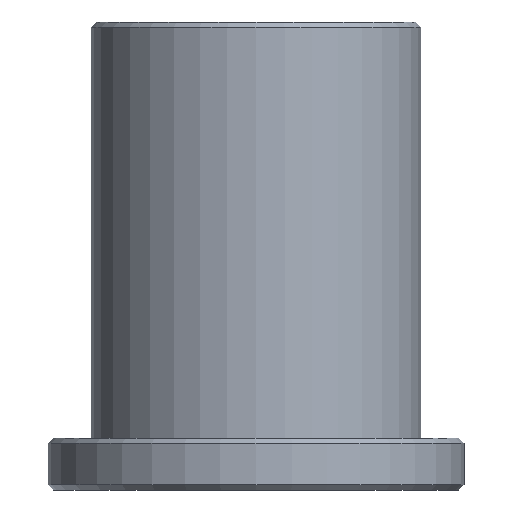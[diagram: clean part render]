
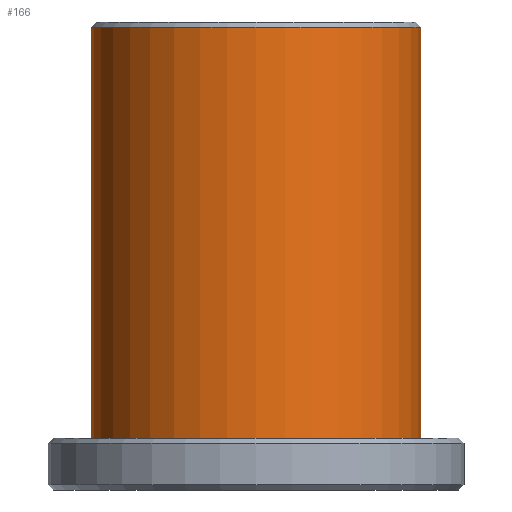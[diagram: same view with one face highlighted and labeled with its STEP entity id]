
A CAD part, front view. The second image highlights one B-rep face of the part: STEP entity #166.
In plain terms, the highlighted cylindrical face has radius 9.5 mm (diameter 19 mm), a partial arc.
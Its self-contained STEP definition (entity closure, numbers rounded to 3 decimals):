
#28 = CIRCLE ( 'NONE', #1049, 9.5 ) ;
#43 = CARTESIAN_POINT ( 'NONE',  ( -9.5, 0., 3. ) ) ;
#69 = CARTESIAN_POINT ( 'NONE',  ( 9.5, 0., 3. ) ) ;
#90 = LINE ( 'NONE', #593, #918 ) ;
#166 = ADVANCED_FACE ( 'NONE', ( #1225 ), #1197, .T. ) ;
#212 = ORIENTED_EDGE ( 'NONE', *, *, #744, .T. ) ;
#218 = CARTESIAN_POINT ( 'NONE',  ( 9.5, 0., 26.7 ) ) ;
#246 = DIRECTION ( 'NONE',  ( 0., 0., -1. ) ) ;
#252 = CARTESIAN_POINT ( 'NONE',  ( 9.5, 0., 27. ) ) ;
#253 = ORIENTED_EDGE ( 'NONE', *, *, #978, .F. ) ;
#335 = VERTEX_POINT ( 'NONE', #218 ) ;
#377 = DIRECTION ( 'NONE',  ( 0., 0., -1. ) ) ;
#407 = AXIS2_PLACEMENT_3D ( 'NONE', #578, #1369, #704 ) ;
#522 = DIRECTION ( 'NONE',  ( 0., 0., -1. ) ) ;
#527 = LINE ( 'NONE', #252, #879 ) ;
#574 = CARTESIAN_POINT ( 'NONE',  ( -9.5, 0., 26.7 ) ) ;
#578 = CARTESIAN_POINT ( 'NONE',  ( 0., 0., 3. ) ) ;
#579 = ORIENTED_EDGE ( 'NONE', *, *, #613, .F. ) ;
#593 = CARTESIAN_POINT ( 'NONE',  ( -9.5, 0., 27. ) ) ;
#613 = EDGE_CURVE ( 'NONE', #335, #862, #527, .T. ) ;
#621 = DIRECTION ( 'NONE',  ( 0., 0., -1. ) ) ;
#682 = VERTEX_POINT ( 'NONE', #574 ) ;
#691 = EDGE_LOOP ( 'NONE', ( #579, #894, #212, #253 ) ) ;
#704 = DIRECTION ( 'NONE',  ( -1., 0., 0. ) ) ;
#710 = DIRECTION ( 'NONE',  ( -1., 0., 0. ) ) ;
#744 = EDGE_CURVE ( 'NONE', #682, #751, #90, .T. ) ;
#751 = VERTEX_POINT ( 'NONE', #43 ) ;
#788 = CIRCLE ( 'NONE', #407, 9.5 ) ;
#840 = CARTESIAN_POINT ( 'NONE',  ( 0., 0., 27. ) ) ;
#861 = AXIS2_PLACEMENT_3D ( 'NONE', #840, #621, #710 ) ;
#862 = VERTEX_POINT ( 'NONE', #69 ) ;
#879 = VECTOR ( 'NONE', #246, 1000. ) ;
#891 = EDGE_CURVE ( 'NONE', #335, #682, #28, .T. ) ;
#894 = ORIENTED_EDGE ( 'NONE', *, *, #891, .T. ) ;
#918 = VECTOR ( 'NONE', #377, 1000. ) ;
#978 = EDGE_CURVE ( 'NONE', #862, #751, #788, .T. ) ;
#1049 = AXIS2_PLACEMENT_3D ( 'NONE', #1211, #522, #1323 ) ;
#1197 = CYLINDRICAL_SURFACE ( 'NONE', #861, 9.5 ) ;
#1211 = CARTESIAN_POINT ( 'NONE',  ( 0., 0., 26.7 ) ) ;
#1225 = FACE_OUTER_BOUND ( 'NONE', #691, .T. ) ;
#1323 = DIRECTION ( 'NONE',  ( 1., 0., 0. ) ) ;
#1369 = DIRECTION ( 'NONE',  ( 0., 0., -1. ) ) ;
